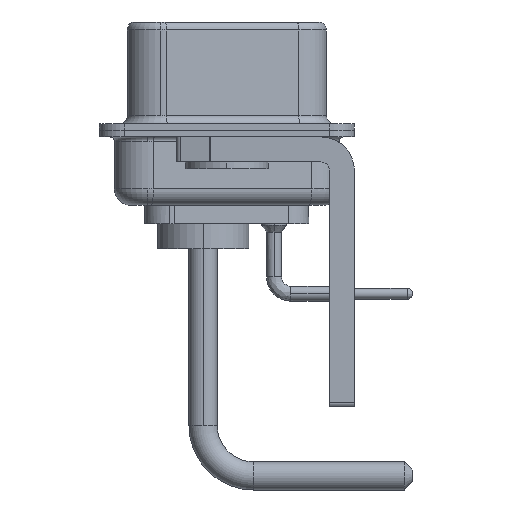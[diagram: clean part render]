
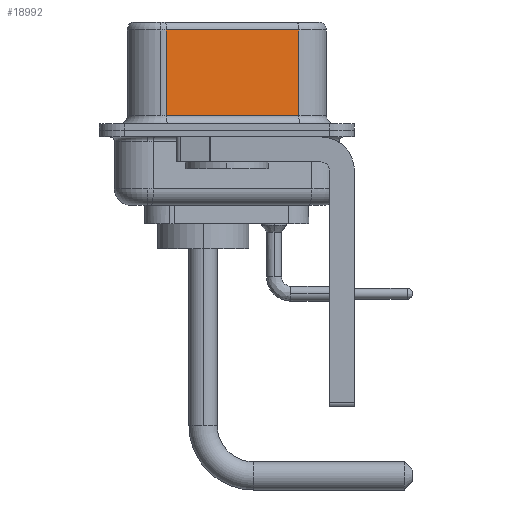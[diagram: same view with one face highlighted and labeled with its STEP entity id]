
A CAD part, left-side view. The second image highlights one B-rep face of the part: STEP entity #18992.
In plain terms, the highlighted planar face has unit normal (-0.985, -0.174, 0).
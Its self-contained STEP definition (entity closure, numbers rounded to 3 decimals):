
#8 = ORIENTED_EDGE ( 'NONE', *, *, #11866, .T. ) ;
#1250 = VECTOR ( 'NONE', #6887, 1000. ) ;
#1595 = CARTESIAN_POINT ( 'NONE',  ( 3.73, 3.628, 0.9 ) ) ;
#2700 = VECTOR ( 'NONE', #22723, 1000. ) ;
#2935 = VECTOR ( 'NONE', #16114, 1000. ) ;
#3008 = CARTESIAN_POINT ( 'NONE',  ( 5.132, -4.322, 6.02 ) ) ;
#4463 = CARTESIAN_POINT ( 'NONE',  ( 3.73, 3.628, 6.02 ) ) ;
#4939 = EDGE_CURVE ( 'NONE', #18762, #14585, #9530, .T. ) ;
#5534 = CARTESIAN_POINT ( 'NONE',  ( 5.132, -4.322, 6.52 ) ) ;
#5536 = AXIS2_PLACEMENT_3D ( 'NONE', #22497, #22995, #7437 ) ;
#5557 = ORIENTED_EDGE ( 'NONE', *, *, #4939, .F. ) ;
#6887 = DIRECTION ( 'NONE',  ( 0., 0., -1. ) ) ;
#7005 = CARTESIAN_POINT ( 'NONE',  ( 3.73, 3.628, 6.52 ) ) ;
#7057 = CARTESIAN_POINT ( 'NONE',  ( 5.132, -4.322, 6.02 ) ) ;
#7308 = EDGE_LOOP ( 'NONE', ( #5557, #21609, #20692, #8 ) ) ;
#7437 = DIRECTION ( 'NONE',  ( -0.174, 0.985, 0. ) ) ;
#8517 = LINE ( 'NONE', #3008, #2935 ) ;
#9530 = LINE ( 'NONE', #5534, #2700 ) ;
#11464 = CARTESIAN_POINT ( 'NONE',  ( 5.132, -4.322, 0.9 ) ) ;
#11866 = EDGE_CURVE ( 'NONE', #20615, #14585, #16943, .T. ) ;
#12558 = EDGE_CURVE ( 'NONE', #18762, #15261, #8517, .T. ) ;
#13228 = CARTESIAN_POINT ( 'NONE',  ( 5.132, -4.322, 0.9 ) ) ;
#14126 = VECTOR ( 'NONE', #15317, 1000. ) ;
#14585 = VERTEX_POINT ( 'NONE', #13228 ) ;
#15261 = VERTEX_POINT ( 'NONE', #4463 ) ;
#15317 = DIRECTION ( 'NONE',  ( 0.174, -0.985, 0. ) ) ;
#15397 = PLANE ( 'NONE',  #5536 ) ;
#16114 = DIRECTION ( 'NONE',  ( -0.174, 0.985, 0. ) ) ;
#16943 = LINE ( 'NONE', #11464, #14126 ) ;
#18762 = VERTEX_POINT ( 'NONE', #7057 ) ;
#18992 = ADVANCED_FACE ( 'NONE', ( #24625 ), #15397, .F. ) ;
#20615 = VERTEX_POINT ( 'NONE', #1595 ) ;
#20692 = ORIENTED_EDGE ( 'NONE', *, *, #21970, .T. ) ;
#21609 = ORIENTED_EDGE ( 'NONE', *, *, #12558, .T. ) ;
#21970 = EDGE_CURVE ( 'NONE', #15261, #20615, #23695, .T. ) ;
#22497 = CARTESIAN_POINT ( 'NONE',  ( 5.132, -4.322, 6.52 ) ) ;
#22723 = DIRECTION ( 'NONE',  ( 0., 0., -1. ) ) ;
#22995 = DIRECTION ( 'NONE',  ( 0.985, 0.174, 0. ) ) ;
#23695 = LINE ( 'NONE', #7005, #1250 ) ;
#24625 = FACE_OUTER_BOUND ( 'NONE', #7308, .T. ) ;
